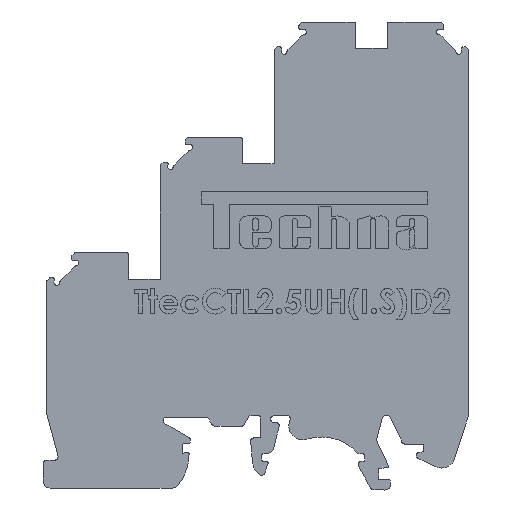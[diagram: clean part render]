
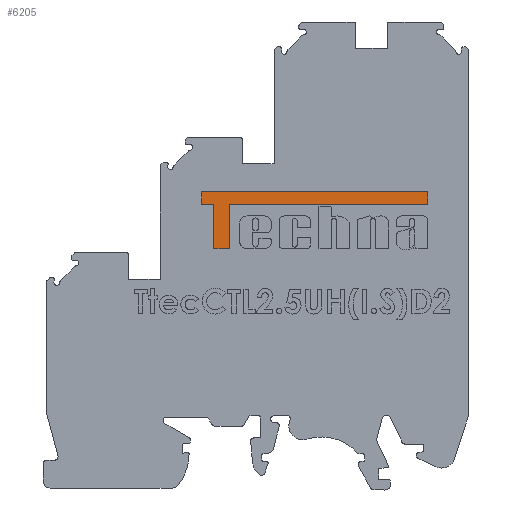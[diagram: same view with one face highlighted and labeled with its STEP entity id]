
A CAD part, front view. The second image highlights one B-rep face of the part: STEP entity #6205.
In plain terms, the highlighted planar face has unit normal (0, -1, 0).
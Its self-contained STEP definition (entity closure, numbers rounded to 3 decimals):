
#1157 = CARTESIAN_POINT ( 'NONE',  ( 0.612, 0.1, 34.471 ) ) ;
#2698 = CARTESIAN_POINT ( 'NONE',  ( -30.138, 0.1, 34.471 ) ) ;
#2877 = LINE ( 'NONE', #21904, #23350 ) ;
#3535 = CARTESIAN_POINT ( 'NONE',  ( -27.888, 0.1, 34.471 ) ) ;
#4274 = ORIENTED_EDGE ( 'NONE', *, *, #5442, .T. ) ;
#4892 = VECTOR ( 'NONE', #23414, 1000. ) ;
#5442 = EDGE_CURVE ( 'NONE', #48268, #27627, #38829, .T. ) ;
#6205 = ADVANCED_FACE ( 'NONE', ( #45748 ), #14597, .F. ) ;
#6794 = ORIENTED_EDGE ( 'NONE', *, *, #8980, .T. ) ;
#7393 = EDGE_CURVE ( 'NONE', #39569, #48783, #17099, .T. ) ;
#7963 = CARTESIAN_POINT ( 'NONE',  ( -30.138, 0.1, 34.471 ) ) ;
#8980 = EDGE_CURVE ( 'NONE', #26187, #48268, #37897, .T. ) ;
#9757 = CARTESIAN_POINT ( 'NONE',  ( -31.902, 0.1, 34.471 ) ) ;
#13873 = CARTESIAN_POINT ( 'NONE',  ( -31.902, 0.1, 36.283 ) ) ;
#14597 = PLANE ( 'NONE',  #49079 ) ;
#16498 = ORIENTED_EDGE ( 'NONE', *, *, #26977, .T. ) ;
#16697 = ORIENTED_EDGE ( 'NONE', *, *, #7393, .T. ) ;
#17099 = LINE ( 'NONE', #1157, #42526 ) ;
#18306 = DIRECTION ( 'NONE',  ( 1., 0., 0. ) ) ;
#19321 = EDGE_CURVE ( 'NONE', #38706, #25323, #43114, .T. ) ;
#19465 = DIRECTION ( 'NONE',  ( 0., 0., 1. ) ) ;
#19755 = CARTESIAN_POINT ( 'NONE',  ( 0.612, 0.1, 36.283 ) ) ;
#21904 = CARTESIAN_POINT ( 'NONE',  ( -27.888, 0.1, 28.107 ) ) ;
#23350 = VECTOR ( 'NONE', #18306, 1000. ) ;
#23414 = DIRECTION ( 'NONE',  ( 0., 0., -1. ) ) ;
#23862 = DIRECTION ( 'NONE',  ( 0., 0., 1. ) ) ;
#24617 = CARTESIAN_POINT ( 'NONE',  ( -30.138, 0.1, 28.107 ) ) ;
#25323 = VERTEX_POINT ( 'NONE', #13873 ) ;
#25388 = EDGE_LOOP ( 'NONE', ( #50130, #6794, #4274, #40444, #29154, #16697, #16498, #40956 ) ) ;
#25442 = DIRECTION ( 'NONE',  ( 0., 0., -1. ) ) ;
#26187 = VERTEX_POINT ( 'NONE', #44315 ) ;
#26321 = DIRECTION ( 'NONE',  ( 1., 0., 0. ) ) ;
#26977 = EDGE_CURVE ( 'NONE', #48783, #38706, #35893, .T. ) ;
#27219 = VECTOR ( 'NONE', #26321, 1000. ) ;
#27312 = EDGE_CURVE ( 'NONE', #27627, #32583, #2877, .T. ) ;
#27627 = VERTEX_POINT ( 'NONE', #49358 ) ;
#29154 = ORIENTED_EDGE ( 'NONE', *, *, #31975, .T. ) ;
#31319 = CARTESIAN_POINT ( 'NONE',  ( 0., 0.1, 0. ) ) ;
#31523 = CARTESIAN_POINT ( 'NONE',  ( -31.902, 0.1, 36.283 ) ) ;
#31557 = DIRECTION ( 'NONE',  ( 0., 1., 0. ) ) ;
#31975 = EDGE_CURVE ( 'NONE', #32583, #39569, #46985, .T. ) ;
#32583 = VERTEX_POINT ( 'NONE', #46741 ) ;
#32794 = DIRECTION ( 'NONE',  ( 1., 0., 0. ) ) ;
#35286 = VECTOR ( 'NONE', #25442, 1000. ) ;
#35893 = LINE ( 'NONE', #19755, #48759 ) ;
#36892 = VECTOR ( 'NONE', #38734, 1000. ) ;
#37387 = CARTESIAN_POINT ( 'NONE',  ( -27.888, 0.1, 34.471 ) ) ;
#37897 = LINE ( 'NONE', #2698, #27219 ) ;
#38706 = VERTEX_POINT ( 'NONE', #44075 ) ;
#38734 = DIRECTION ( 'NONE',  ( -1., 0., 0. ) ) ;
#38769 = DIRECTION ( 'NONE',  ( 0., 0., 1. ) ) ;
#38829 = LINE ( 'NONE', #24617, #4892 ) ;
#39401 = CARTESIAN_POINT ( 'NONE',  ( 0.612, 0.1, 34.471 ) ) ;
#39569 = VERTEX_POINT ( 'NONE', #37387 ) ;
#40444 = ORIENTED_EDGE ( 'NONE', *, *, #27312, .T. ) ;
#40956 = ORIENTED_EDGE ( 'NONE', *, *, #19321, .T. ) ;
#41628 = LINE ( 'NONE', #9757, #35286 ) ;
#42062 = VECTOR ( 'NONE', #19465, 1000. ) ;
#42526 = VECTOR ( 'NONE', #32794, 1000. ) ;
#43074 = EDGE_CURVE ( 'NONE', #25323, #26187, #41628, .T. ) ;
#43114 = LINE ( 'NONE', #31523, #36892 ) ;
#44075 = CARTESIAN_POINT ( 'NONE',  ( 0.612, 0.1, 36.283 ) ) ;
#44315 = CARTESIAN_POINT ( 'NONE',  ( -31.902, 0.1, 34.471 ) ) ;
#45748 = FACE_OUTER_BOUND ( 'NONE', #25388, .T. ) ;
#46741 = CARTESIAN_POINT ( 'NONE',  ( -27.888, 0.1, 28.107 ) ) ;
#46985 = LINE ( 'NONE', #3535, #42062 ) ;
#48268 = VERTEX_POINT ( 'NONE', #7963 ) ;
#48759 = VECTOR ( 'NONE', #23862, 1000. ) ;
#48783 = VERTEX_POINT ( 'NONE', #39401 ) ;
#49079 = AXIS2_PLACEMENT_3D ( 'NONE', #31319, #31557, #38769 ) ;
#49358 = CARTESIAN_POINT ( 'NONE',  ( -30.138, 0.1, 28.107 ) ) ;
#50130 = ORIENTED_EDGE ( 'NONE', *, *, #43074, .T. ) ;
